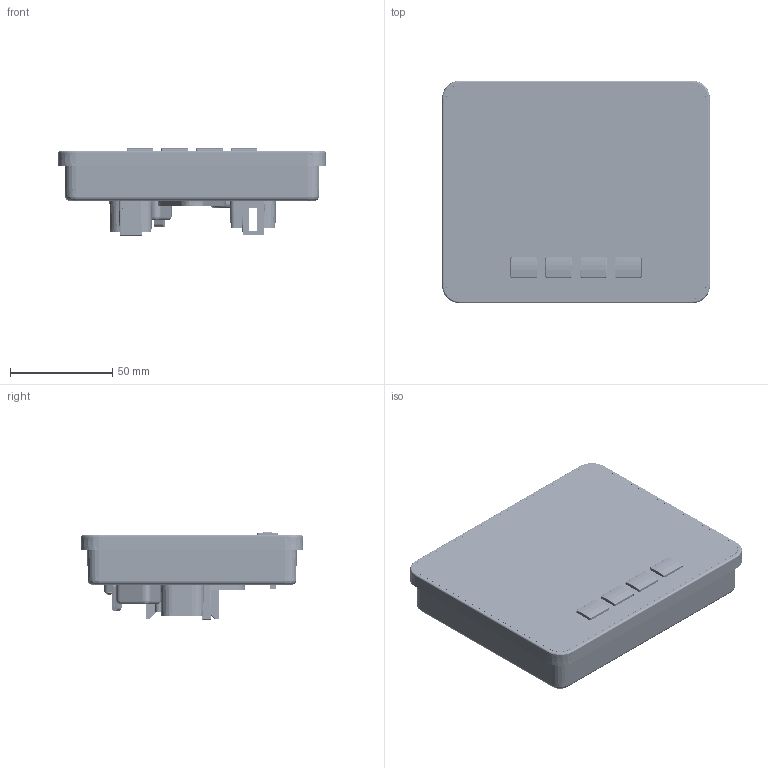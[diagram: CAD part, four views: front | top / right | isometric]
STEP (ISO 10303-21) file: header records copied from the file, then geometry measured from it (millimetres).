
FILE_DESCRIPTION (( 'STEP AP203' ), '1' );
FILE_NAME ('125201_A.STEP', '2021-12-10T18:05:42', ( '' ), ( '' ), 'SwSTEP 2.0', 'SolidWorks 2016', '' );
FILE_SCHEMA (( 'CONFIG_CONTROL_DESIGN' ));
Length unit declared in the file: inch
Products named in the file (51): 120191; 125073; 125078; 123682_outspec; 123682; 172351_D_90380A008; 121850_; 125254_90380A110; 124675_; Rearcover assy; 125077; Housing_assy; 124680; 125056_B; 125201_A; 125202; 120322
Assembly tree (36 placements, depth 3):
  120191
  123682_outspec
  120191
  123682
  123682_outspec
Bounding box: 131.15 x 108.97 x 42.73 mm (x, y, z)
Volume: 148434.9 mm3; surface area: 157048.2 mm2
Topology: 40 solids, 52 shells, 3132 faces, 8116 edges, 5126 vertices
Faces by surface type: plane 1501, cylinder 580, bspline 511, cone 413, torus 70, sphere 57
Full cylindrical faces by diameter (mm): 0.737 x14, 1.092 x28, 1.575 x14, 1.6 x4, 1.8 x2, 1.888 x10, 1.889 x16, 1.91 x2, 1.93 x14, 2.341 x3, 2.54 x1, 3.175 x14, 4.242 x1, 5 x7, 5.3 x3, 5.563 x2, 5.93 x1, 6.35 x7, 8.941 x1, 12.7 x1, 14.63 x3, 15.697 x1
Entity records: 113875 total; most frequent: CARTESIAN_POINT 54190, ORIENTED_EDGE 11964, DIRECTION 10096, EDGE_CURVE 5988, VERTEX_POINT 3964, VECTOR 3622, LINE 3622, AXIS2_PLACEMENT_3D 3237
